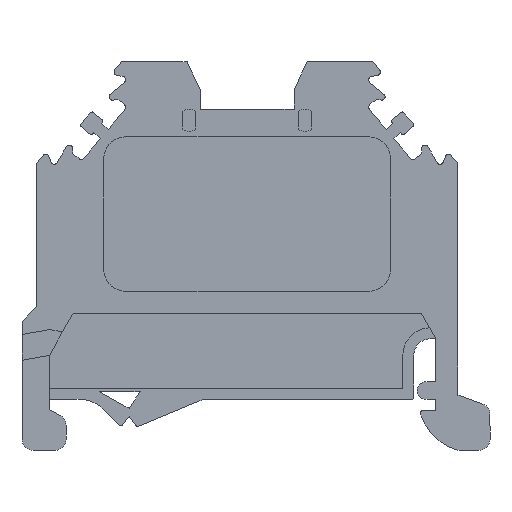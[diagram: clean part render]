
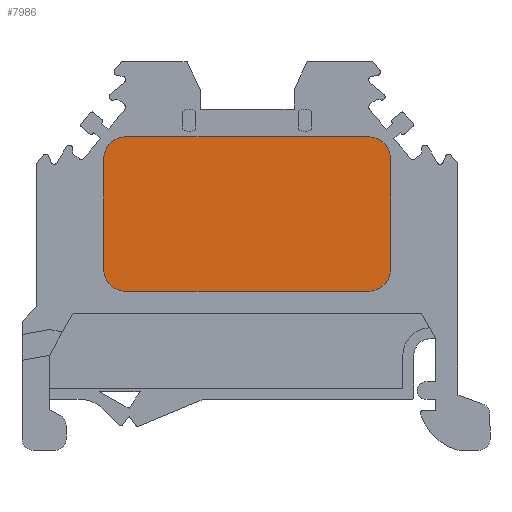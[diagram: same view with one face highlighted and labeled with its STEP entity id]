
A CAD part, left-side view. The second image highlights one B-rep face of the part: STEP entity #7986.
In plain terms, the highlighted planar face has unit normal (-1, 0, 0).
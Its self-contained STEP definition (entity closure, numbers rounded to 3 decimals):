
#488 = VERTEX_POINT ( 'NONE', #2134 ) ;
#1049 = VECTOR ( 'NONE', #1565, 1000. ) ;
#1196 = CARTESIAN_POINT ( 'NONE',  ( -2.2, 13., 21.8 ) ) ;
#1197 = CARTESIAN_POINT ( 'NONE',  ( -2.2, -11., 11.8 ) ) ;
#1388 = VERTEX_POINT ( 'NONE', #1196 ) ;
#1545 = VERTEX_POINT ( 'NONE', #8055 ) ;
#1565 = DIRECTION ( 'NONE',  ( 0., 0., -1. ) ) ;
#1641 = EDGE_CURVE ( 'NONE', #6637, #7593, #4302, .T. ) ;
#1760 = CARTESIAN_POINT ( 'NONE',  ( -2.2, -11., 9.8 ) ) ;
#1807 = ORIENTED_EDGE ( 'NONE', *, *, #8773, .T. ) ;
#1871 = DIRECTION ( 'NONE',  ( 0., 0., 1. ) ) ;
#1894 = CARTESIAN_POINT ( 'NONE',  ( -2.2, 11., 21.8 ) ) ;
#1912 = FACE_OUTER_BOUND ( 'NONE', #7994, .T. ) ;
#2134 = CARTESIAN_POINT ( 'NONE',  ( -2.2, -11., 23.8 ) ) ;
#2281 = CARTESIAN_POINT ( 'NONE',  ( -2.2, -13., 11.8 ) ) ;
#2321 = CARTESIAN_POINT ( 'NONE',  ( -2.2, -11., 21.8 ) ) ;
#2581 = CARTESIAN_POINT ( 'NONE',  ( -2.2, 11., 9.8 ) ) ;
#2618 = ORIENTED_EDGE ( 'NONE', *, *, #3992, .T. ) ;
#2841 = CIRCLE ( 'NONE', #4445, 2. ) ;
#3325 = LINE ( 'NONE', #11049, #1049 ) ;
#3488 = ORIENTED_EDGE ( 'NONE', *, *, #5027, .T. ) ;
#3899 = EDGE_CURVE ( 'NONE', #1545, #1388, #10082, .T. ) ;
#3902 = PLANE ( 'NONE',  #10868 ) ;
#3959 = CARTESIAN_POINT ( 'NONE',  ( -2.2, 13., 11.8 ) ) ;
#3987 = LINE ( 'NONE', #10757, #7237 ) ;
#3992 = EDGE_CURVE ( 'NONE', #6000, #5773, #10762, .T. ) ;
#4026 = AXIS2_PLACEMENT_3D ( 'NONE', #1894, #5289, #8694 ) ;
#4302 = LINE ( 'NONE', #1760, #5779 ) ;
#4445 = AXIS2_PLACEMENT_3D ( 'NONE', #1197, #8000, #10368 ) ;
#4599 = CARTESIAN_POINT ( 'NONE',  ( -2.2, -13., 21.8 ) ) ;
#5007 = ORIENTED_EDGE ( 'NONE', *, *, #9449, .T. ) ;
#5027 = EDGE_CURVE ( 'NONE', #488, #1545, #3987, .T. ) ;
#5031 = DIRECTION ( 'NONE',  ( 0., 0., 1. ) ) ;
#5266 = DIRECTION ( 'NONE',  ( -1., 0., 0. ) ) ;
#5289 = DIRECTION ( 'NONE',  ( -1., 0., 0. ) ) ;
#5579 = CARTESIAN_POINT ( 'NONE',  ( -2.2, -11., 11.8 ) ) ;
#5773 = VERTEX_POINT ( 'NONE', #8525 ) ;
#5779 = VECTOR ( 'NONE', #7608, 1000. ) ;
#6000 = VERTEX_POINT ( 'NONE', #2281 ) ;
#6434 = CARTESIAN_POINT ( 'NONE',  ( -2.2, -11., 9.8 ) ) ;
#6568 = DIRECTION ( 'NONE',  ( 0., 1., 0. ) ) ;
#6637 = VERTEX_POINT ( 'NONE', #2581 ) ;
#6951 = CIRCLE ( 'NONE', #10882, 2. ) ;
#7237 = VECTOR ( 'NONE', #6568, 1000. ) ;
#7500 = DIRECTION ( 'NONE',  ( -1., 0., 0. ) ) ;
#7593 = VERTEX_POINT ( 'NONE', #6434 ) ;
#7608 = DIRECTION ( 'NONE',  ( 0., -1., 0. ) ) ;
#7675 = CARTESIAN_POINT ( 'NONE',  ( -2.2, 11., 11.8 ) ) ;
#7749 = EDGE_CURVE ( 'NONE', #5773, #488, #9783, .T. ) ;
#7986 = ADVANCED_FACE ( 'NONE', ( #1912 ), #3902, .F. ) ;
#7994 = EDGE_LOOP ( 'NONE', ( #1807, #2618, #10012, #3488, #9369, #5007, #8099, #10068 ) ) ;
#8000 = DIRECTION ( 'NONE',  ( -1., 0., 0. ) ) ;
#8055 = CARTESIAN_POINT ( 'NONE',  ( -2.2, 11., 23.8 ) ) ;
#8099 = ORIENTED_EDGE ( 'NONE', *, *, #10324, .T. ) ;
#8525 = CARTESIAN_POINT ( 'NONE',  ( -2.2, -13., 21.8 ) ) ;
#8694 = DIRECTION ( 'NONE',  ( 0., 0., 1. ) ) ;
#8773 = EDGE_CURVE ( 'NONE', #7593, #6000, #2841, .T. ) ;
#8933 = DIRECTION ( 'NONE',  ( 1., 0., 0. ) ) ;
#9050 = DIRECTION ( 'NONE',  ( 0., 0., -1. ) ) ;
#9369 = ORIENTED_EDGE ( 'NONE', *, *, #3899, .T. ) ;
#9449 = EDGE_CURVE ( 'NONE', #1388, #10543, #3325, .T. ) ;
#9599 = AXIS2_PLACEMENT_3D ( 'NONE', #2321, #7500, #5031 ) ;
#9783 = CIRCLE ( 'NONE', #9599, 2. ) ;
#9872 = DIRECTION ( 'NONE',  ( 0., 0., 1. ) ) ;
#10012 = ORIENTED_EDGE ( 'NONE', *, *, #7749, .T. ) ;
#10068 = ORIENTED_EDGE ( 'NONE', *, *, #1641, .T. ) ;
#10082 = CIRCLE ( 'NONE', #4026, 2. ) ;
#10263 = VECTOR ( 'NONE', #9872, 1000. ) ;
#10324 = EDGE_CURVE ( 'NONE', #10543, #6637, #6951, .T. ) ;
#10368 = DIRECTION ( 'NONE',  ( 0., 0., -1. ) ) ;
#10543 = VERTEX_POINT ( 'NONE', #3959 ) ;
#10757 = CARTESIAN_POINT ( 'NONE',  ( -2.2, -11., 23.8 ) ) ;
#10762 = LINE ( 'NONE', #4599, #10263 ) ;
#10868 = AXIS2_PLACEMENT_3D ( 'NONE', #5579, #8933, #9050 ) ;
#10882 = AXIS2_PLACEMENT_3D ( 'NONE', #7675, #5266, #1871 ) ;
#11049 = CARTESIAN_POINT ( 'NONE',  ( -2.2, 13., 21.8 ) ) ;
